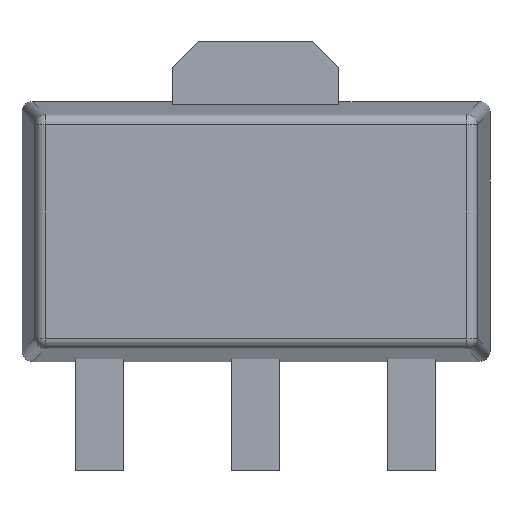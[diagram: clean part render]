
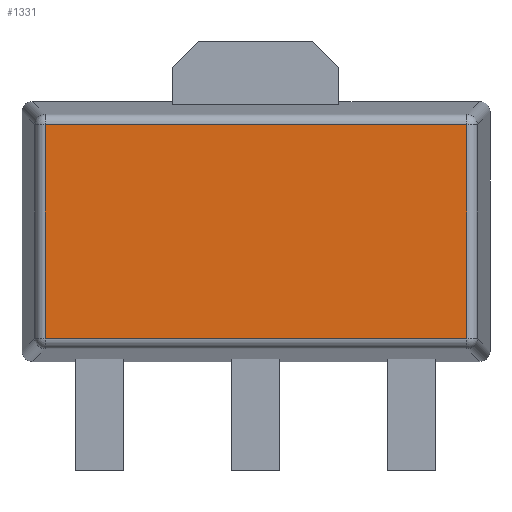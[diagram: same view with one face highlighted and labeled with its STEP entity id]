
A CAD part, front view. The second image highlights one B-rep face of the part: STEP entity #1331.
In plain terms, the highlighted face is planar.
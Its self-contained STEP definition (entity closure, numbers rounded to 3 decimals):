
#406=ORIENTED_EDGE('',*,*,#624,.T.);
#407=ORIENTED_EDGE('',*,*,#625,.T.);
#408=ORIENTED_EDGE('',*,*,#626,.T.);
#409=ORIENTED_EDGE('',*,*,#627,.T.);
#624=EDGE_CURVE('',#756,#757,#910,.T.);
#625=EDGE_CURVE('',#757,#758,#911,.T.);
#626=EDGE_CURVE('',#758,#759,#912,.T.);
#627=EDGE_CURVE('',#759,#756,#913,.T.);
#756=VERTEX_POINT('',#2220);
#757=VERTEX_POINT('',#2221);
#758=VERTEX_POINT('',#2223);
#759=VERTEX_POINT('',#2225);
#910=LINE('',#2219,#1064);
#911=LINE('',#2222,#1065);
#912=LINE('',#2224,#1066);
#913=LINE('',#2226,#1067);
#1064=VECTOR('',#1815,1000.);
#1065=VECTOR('',#1816,1000.);
#1066=VECTOR('',#1817,1000.);
#1067=VECTOR('',#1818,1000.);
#1129=EDGE_LOOP('',(#406,#407,#408,#409));
#1203=FACE_BOUND('',#1129,.T.);
#1269=PLANE('',#1471);
#1331=ADVANCED_FACE('',(#1203),#1269,.T.);
#1471=AXIS2_PLACEMENT_3D('',#2218,#1813,#1814);
#1813=DIRECTION('',(0.,0.,-1.));
#1814=DIRECTION('',(-1.,0.,0.));
#1815=DIRECTION('',(-1.,0.,0.));
#1816=DIRECTION('',(0.,1.,0.));
#1817=DIRECTION('',(1.,0.,0.));
#1818=DIRECTION('',(0.,-1.,0.));
#2218=CARTESIAN_POINT('',(-1.757,1.024,0.));
#2219=CARTESIAN_POINT('',(-1.757,-1.253,0.));
#2220=CARTESIAN_POINT('',(2.521,-1.253,0.));
#2221=CARTESIAN_POINT('',(-1.534,-1.253,0.));
#2222=CARTESIAN_POINT('',(-1.534,1.024,0.));
#2223=CARTESIAN_POINT('',(-1.534,0.801,0.));
#2224=CARTESIAN_POINT('',(-1.757,0.801,0.));
#2225=CARTESIAN_POINT('',(2.521,0.801,0.));
#2226=CARTESIAN_POINT('',(2.521,1.024,0.));
